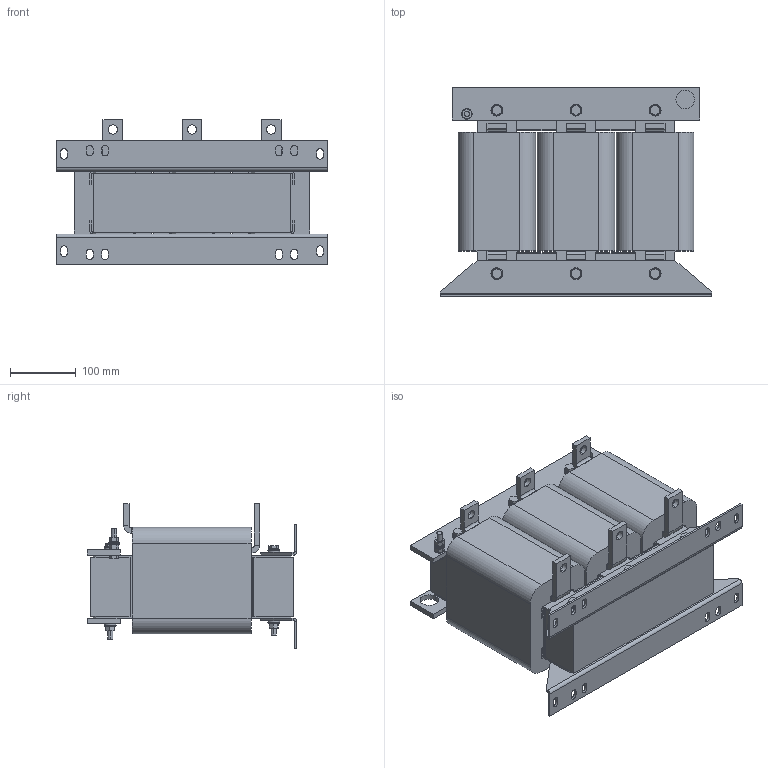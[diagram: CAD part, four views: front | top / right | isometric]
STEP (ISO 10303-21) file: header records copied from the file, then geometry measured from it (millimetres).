
FILE_DESCRIPTION (( 'STEP AP214' ), '1' );
FILE_NAME ('222506.STEP', '2020-06-22T11:10:51', ( '' ), ( '' ), 'SwSTEP 2.0', 'SolidWorks 2018', '' );
FILE_SCHEMA (( 'AUTOMOTIVE_DESIGN' ));
Length unit declared in the file: millimetre
Products named in the file (1): 222506
Bounding box: 412 x 318 x 219.5 mm (x, y, z)
Volume: 14183480.2 mm3; surface area: 754749.8 mm2
Topology: 1 solids, 1 shells, 649 faces, 1722 edges, 1114 vertices
Faces by surface type: plane 485, cylinder 164
Entity records: 20140 total; most frequent: CARTESIAN_POINT 3486, DIRECTION 3448, ORIENTED_EDGE 3444, EDGE_CURVE 1722, LINE 1296, VECTOR 1296, VERTEX_POINT 1114, AXIS2_PLACEMENT_3D 1076
